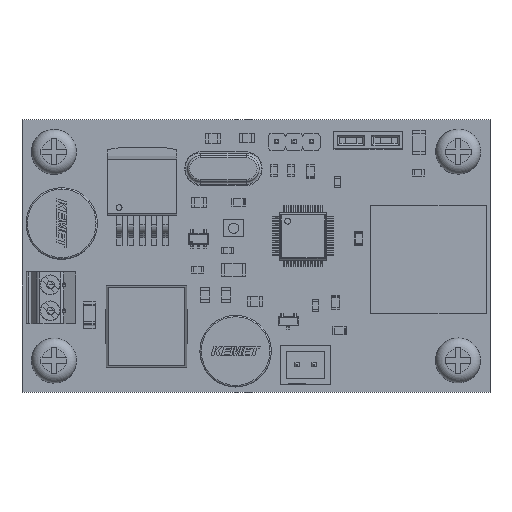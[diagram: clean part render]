
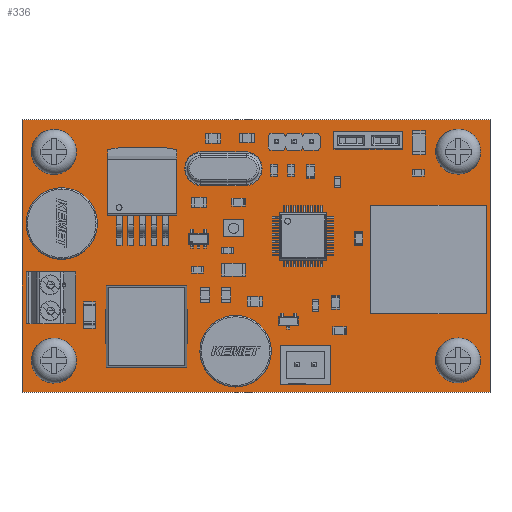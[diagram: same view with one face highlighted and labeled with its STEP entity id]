
A CAD part, top view. The second image highlights one B-rep face of the part: STEP entity #336.
In plain terms, the highlighted planar face has unit normal (0, 0, 1).
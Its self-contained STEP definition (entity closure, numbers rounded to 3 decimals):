
#207 = VERTEX_POINT('',#208);
#208 = CARTESIAN_POINT('',(0.,0.01,0.));
#214 = EDGE_CURVE('',#207,#215,#217,.T.);
#215 = VERTEX_POINT('',#216);
#216 = CARTESIAN_POINT('',(0.,40.01,0.));
#217 = LINE('',#218,#219);
#218 = CARTESIAN_POINT('',(0.,0.01,0.));
#219 = VECTOR('',#220,1.);
#220 = DIRECTION('',(0.,1.,0.));
#245 = EDGE_CURVE('',#215,#246,#248,.T.);
#246 = VERTEX_POINT('',#247);
#247 = CARTESIAN_POINT('',(68.8,40.01,0.));
#248 = LINE('',#249,#250);
#249 = CARTESIAN_POINT('',(0.,40.01,0.));
#250 = VECTOR('',#251,1.);
#251 = DIRECTION('',(1.,0.,0.));
#276 = EDGE_CURVE('',#246,#277,#279,.T.);
#277 = VERTEX_POINT('',#278);
#278 = CARTESIAN_POINT('',(68.8,0.01,0.)
  );
#279 = LINE('',#280,#281);
#280 = CARTESIAN_POINT('',(68.8,40.01,0.));
#281 = VECTOR('',#282,1.);
#282 = DIRECTION('',(0.,-1.,0.));
#307 = EDGE_CURVE('',#277,#207,#308,.T.);
#308 = LINE('',#309,#310);
#309 = CARTESIAN_POINT('',(68.8,0.01,0.)
  );
#310 = VECTOR('',#311,1.);
#311 = DIRECTION('',(-1.,0.,0.));
#336 = ADVANCED_FACE('',(#337),#343,.T.);
#337 = FACE_BOUND('',#338,.F.);
#338 = EDGE_LOOP('',(#339,#340,#341,#342));
#339 = ORIENTED_EDGE('',*,*,#214,.T.);
#340 = ORIENTED_EDGE('',*,*,#245,.T.);
#341 = ORIENTED_EDGE('',*,*,#276,.T.);
#342 = ORIENTED_EDGE('',*,*,#307,.T.);
#343 = PLANE('',#344);
#344 = AXIS2_PLACEMENT_3D('',#345,#346,#347);
#345 = CARTESIAN_POINT('',(0.,0.01,0.));
#346 = DIRECTION('',(0.,0.,1.));
#347 = DIRECTION('',(1.,0.,0.));
